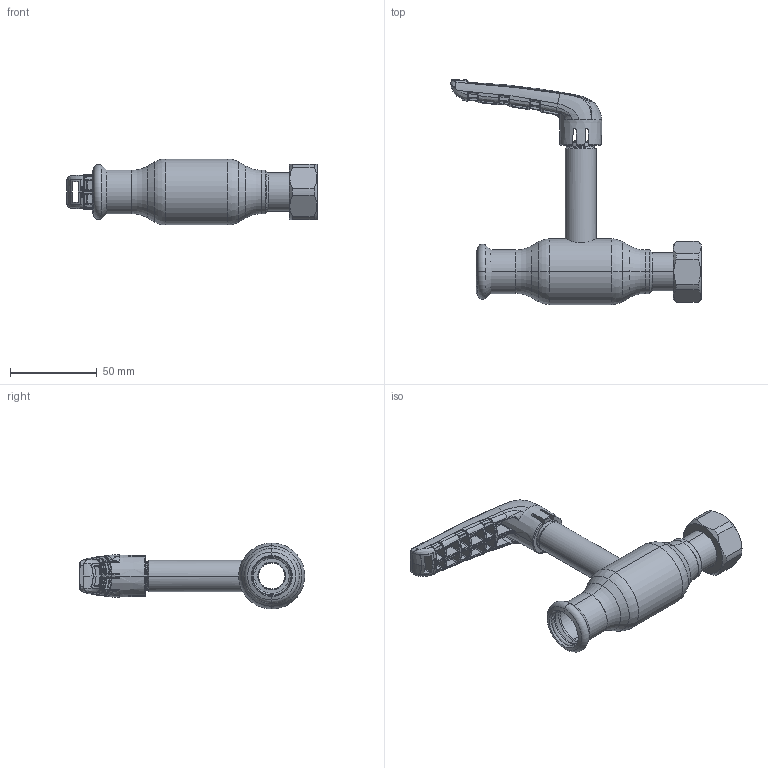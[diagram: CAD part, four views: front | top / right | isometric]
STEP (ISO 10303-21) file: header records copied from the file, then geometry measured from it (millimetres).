
FILE_DESCRIPTION (( 'STEP AP214' ), '1' );
FILE_NAME ('2020001411-xxxx.step', '2019-05-10T10:41:09', ( '' ), ( '' ), 'SwSTEP 2.0', 'SolidWorks 2017', '' );
FILE_SCHEMA (( 'AUTOMOTIVE_DESIGN' ));
Length unit declared in the file: millimetre
Products named in the file (1): 2020001411-xxxx
Bounding box: 144.23 x 129.88 x 38 mm (x, y, z)
Surface area: 32493.3 mm2 (no closed solid volume)
Topology: 0 solids, 12 shells, 801 faces, 2456 edges, 1552 vertices
Faces by surface type: bspline 644, plane 57, cone 37, cylinder 34, torus 29
Entity records: 58914 total; most frequent: CARTESIAN_POINT 34259, ORIENTED_EDGE 4098, EDGE_CURVE 2426, B_SPLINE_CURVE_WITH_KNOTS 1679, DIRECTION 1629, VERTEX_POINT 1552, EDGE_LOOP 825, UNCERTAINTY_MEASURE_WITH_UNIT 803
